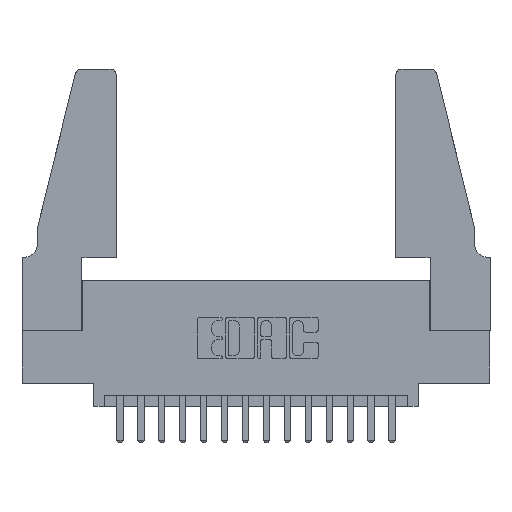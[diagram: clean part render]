
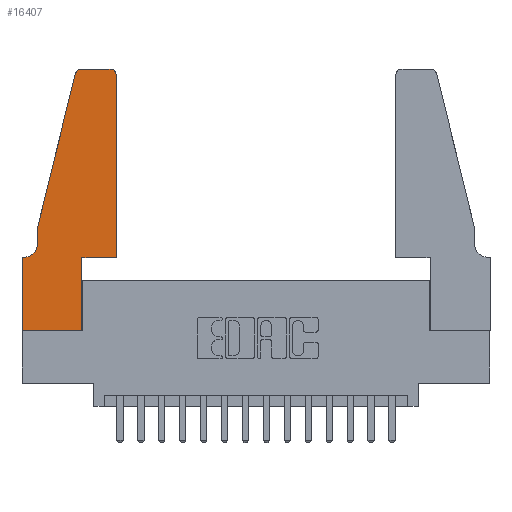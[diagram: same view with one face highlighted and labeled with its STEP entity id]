
A CAD part, top view. The second image highlights one B-rep face of the part: STEP entity #16407.
In plain terms, the highlighted planar face has unit normal (0, 0, 1).
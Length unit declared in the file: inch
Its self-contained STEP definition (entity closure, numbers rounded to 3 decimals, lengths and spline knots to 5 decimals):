
#464 = VERTEX_POINT ( 'NONE', #3898 ) ;
#606 = VERTEX_POINT ( 'NONE', #5525 ) ;
#719 = DIRECTION ( 'NONE',  ( 0., 1., 0. ) ) ;
#1273 = CARTESIAN_POINT ( 'NONE',  ( 0.0755, 0.5, 0.37 ) ) ;
#1343 = LINE ( 'NONE', #16742, #14017 ) ;
#1537 = DIRECTION ( 'NONE',  ( 0., 0., 1. ) ) ;
#2144 = AXIS2_PLACEMENT_3D ( 'NONE', #4060, #12065, #9500 ) ;
#2171 = CIRCLE ( 'NONE', #2144, 0.03 ) ;
#2599 = AXIS2_PLACEMENT_3D ( 'NONE', #5842, #13785, #7040 ) ;
#2950 = EDGE_CURVE ( 'NONE', #12166, #606, #7048, .T. ) ;
#3038 = ORIENTED_EDGE ( 'NONE', *, *, #3908, .T. ) ;
#3118 = ORIENTED_EDGE ( 'NONE', *, *, #12480, .T. ) ;
#3285 = CARTESIAN_POINT ( 'NONE',  ( 0.0755, 0.5, 0.37 ) ) ;
#3510 = EDGE_CURVE ( 'NONE', #606, #464, #10977, .T. ) ;
#3843 = CARTESIAN_POINT ( 'NONE',  ( 0.0055, 0.42, 0.37 ) ) ;
#3874 = ORIENTED_EDGE ( 'NONE', *, *, #7080, .T. ) ;
#3898 = CARTESIAN_POINT ( 'NONE',  ( 0.25487, 1.22718, 0.37 ) ) ;
#3908 = EDGE_CURVE ( 'NONE', #6543, #5675, #15973, .T. ) ;
#3915 = DIRECTION ( 'NONE',  ( 0., -1., 0. ) ) ;
#4012 = DIRECTION ( 'NONE',  ( 1., 0., 0. ) ) ;
#4060 = CARTESIAN_POINT ( 'NONE',  ( 0.4205, 1.22, 0.37 ) ) ;
#4144 = VECTOR ( 'NONE', #6192, 39.37008 ) ;
#4219 = ORIENTED_EDGE ( 'NONE', *, *, #6103, .T. ) ;
#4349 = VERTEX_POINT ( 'NONE', #11420 ) ;
#4490 = ORIENTED_EDGE ( 'NONE', *, *, #8192, .T. ) ;
#4712 = CARTESIAN_POINT ( 'NONE',  ( 0.2865, 0.35, 0.37 ) ) ;
#4735 = ORIENTED_EDGE ( 'NONE', *, *, #10665, .T. ) ;
#4754 = VERTEX_POINT ( 'NONE', #8809 ) ;
#4975 = CARTESIAN_POINT ( 'NONE',  ( 0., 0., 0.37 ) ) ;
#5145 = FACE_OUTER_BOUND ( 'NONE', #5289, .T. ) ;
#5281 = DIRECTION ( 'NONE',  ( -1., 0., 0. ) ) ;
#5289 = EDGE_LOOP ( 'NONE', ( #8182, #14538, #3118, #6298, #15821, #11995, #3038, #7228, #4219, #3874, #4490, #4735 ) ) ;
#5525 = CARTESIAN_POINT ( 'NONE',  ( 0.284, 1.25, 0.37 ) ) ;
#5557 = DIRECTION ( 'NONE',  ( -1., 0., 0. ) ) ;
#5579 = DIRECTION ( 'NONE',  ( 1., 0., 0. ) ) ;
#5675 = VERTEX_POINT ( 'NONE', #4975 ) ;
#5842 = CARTESIAN_POINT ( 'NONE',  ( 0.284, 1.22, 0.37 ) ) ;
#6046 = LINE ( 'NONE', #13351, #12486 ) ;
#6103 = EDGE_CURVE ( 'NONE', #4349, #6376, #1343, .T. ) ;
#6192 = DIRECTION ( 'NONE',  ( 1., 0., 0. ) ) ;
#6294 = DIRECTION ( 'NONE',  ( -1., 0., 0. ) ) ;
#6298 = ORIENTED_EDGE ( 'NONE', *, *, #10970, .T. ) ;
#6376 = VERTEX_POINT ( 'NONE', #4712 ) ;
#6543 = VERTEX_POINT ( 'NONE', #7544 ) ;
#6589 = CARTESIAN_POINT ( 'NONE',  ( 0.4505, 1.22, 0.37 ) ) ;
#6721 = PLANE ( 'NONE',  #15260 ) ;
#6725 = LINE ( 'NONE', #16131, #10074 ) ;
#6784 = VERTEX_POINT ( 'NONE', #17105 ) ;
#7040 = DIRECTION ( 'NONE',  ( 1., 0., 0. ) ) ;
#7048 = LINE ( 'NONE', #13415, #14556 ) ;
#7080 = EDGE_CURVE ( 'NONE', #6376, #4754, #13985, .T. ) ;
#7228 = ORIENTED_EDGE ( 'NONE', *, *, #15828, .T. ) ;
#7318 = CARTESIAN_POINT ( 'NONE',  ( 0.4505, 0.35, 0.37 ) ) ;
#7544 = CARTESIAN_POINT ( 'NONE',  ( 0., 0.35, 0.37 ) ) ;
#7829 = LINE ( 'NONE', #7318, #14526 ) ;
#8182 = ORIENTED_EDGE ( 'NONE', *, *, #2950, .T. ) ;
#8192 = EDGE_CURVE ( 'NONE', #4754, #14083, #7829, .T. ) ;
#8809 = CARTESIAN_POINT ( 'NONE',  ( 0.4505, 0.35, 0.37 ) ) ;
#9089 = VECTOR ( 'NONE', #9282, 39.37008 ) ;
#9163 = CARTESIAN_POINT ( 'NONE',  ( 0.0055, 0.35, 0.37 ) ) ;
#9282 = DIRECTION ( 'NONE',  ( 0., -1., 0. ) ) ;
#9394 = CARTESIAN_POINT ( 'NONE',  ( 0., 0.35, 0.37 ) ) ;
#9500 = DIRECTION ( 'NONE',  ( 1., 0., 0. ) ) ;
#9677 = AXIS2_PLACEMENT_3D ( 'NONE', #3843, #17071, #6294 ) ;
#9896 = DIRECTION ( 'NONE',  ( 0., 1., 0. ) ) ;
#10074 = VECTOR ( 'NONE', #5557, 39.37008 ) ;
#10168 = EDGE_CURVE ( 'NONE', #17047, #6543, #6725, .T. ) ;
#10665 = EDGE_CURVE ( 'NONE', #14083, #12166, #2171, .T. ) ;
#10738 = DIRECTION ( 'NONE',  ( -0.239, -0.971, 0. ) ) ;
#10970 = EDGE_CURVE ( 'NONE', #15140, #6784, #13144, .T. ) ;
#10977 = CIRCLE ( 'NONE', #2599, 0.03 ) ;
#11091 = CARTESIAN_POINT ( 'NONE',  ( 0.4205, 1.25, 0.37 ) ) ;
#11420 = CARTESIAN_POINT ( 'NONE',  ( 0.2865, 0., 0.37 ) ) ;
#11846 = EDGE_CURVE ( 'NONE', #6784, #17047, #16247, .T. ) ;
#11995 = ORIENTED_EDGE ( 'NONE', *, *, #10168, .T. ) ;
#12065 = DIRECTION ( 'NONE',  ( 0., 0., 1. ) ) ;
#12166 = VERTEX_POINT ( 'NONE', #11091 ) ;
#12480 = EDGE_CURVE ( 'NONE', #464, #15140, #6046, .T. ) ;
#12486 = VECTOR ( 'NONE', #10738, 39.37008 ) ;
#12691 = CARTESIAN_POINT ( 'NONE',  ( 0., 0., 0.37 ) ) ;
#12918 = VECTOR ( 'NONE', #4012, 39.37008 ) ;
#13144 = LINE ( 'NONE', #1273, #14002 ) ;
#13234 = CARTESIAN_POINT ( 'NONE',  ( 0.4505, 0.35, 0.37 ) ) ;
#13351 = CARTESIAN_POINT ( 'NONE',  ( 0.0755, 0.5, 0.37 ) ) ;
#13415 = CARTESIAN_POINT ( 'NONE',  ( 0.2605, 1.25, 0.37 ) ) ;
#13785 = DIRECTION ( 'NONE',  ( 0., 0., 1. ) ) ;
#13985 = LINE ( 'NONE', #13234, #12918 ) ;
#14002 = VECTOR ( 'NONE', #3915, 39.37008 ) ;
#14017 = VECTOR ( 'NONE', #719, 39.37008 ) ;
#14083 = VERTEX_POINT ( 'NONE', #6589 ) ;
#14526 = VECTOR ( 'NONE', #9896, 39.37008 ) ;
#14538 = ORIENTED_EDGE ( 'NONE', *, *, #3510, .T. ) ;
#14556 = VECTOR ( 'NONE', #5281, 39.37008 ) ;
#14602 = CARTESIAN_POINT ( 'NONE',  ( 0., 0., 0.37 ) ) ;
#15140 = VERTEX_POINT ( 'NONE', #3285 ) ;
#15260 = AXIS2_PLACEMENT_3D ( 'NONE', #9394, #1537, #5579 ) ;
#15821 = ORIENTED_EDGE ( 'NONE', *, *, #11846, .T. ) ;
#15828 = EDGE_CURVE ( 'NONE', #5675, #4349, #16198, .T. ) ;
#15973 = LINE ( 'NONE', #14602, #9089 ) ;
#16131 = CARTESIAN_POINT ( 'NONE',  ( 0.0755, 0.35, 0.37 ) ) ;
#16198 = LINE ( 'NONE', #12691, #4144 ) ;
#16247 = CIRCLE ( 'NONE', #9677, 0.07 ) ;
#16407 = ADVANCED_FACE ( 'NONE', ( #5145 ), #6721, .T. ) ;
#16742 = CARTESIAN_POINT ( 'NONE',  ( 0.2865, 0.35, 0.37 ) ) ;
#17047 = VERTEX_POINT ( 'NONE', #9163 ) ;
#17071 = DIRECTION ( 'NONE',  ( 0., 0., -1. ) ) ;
#17105 = CARTESIAN_POINT ( 'NONE',  ( 0.0755, 0.42, 0.37 ) ) ;
